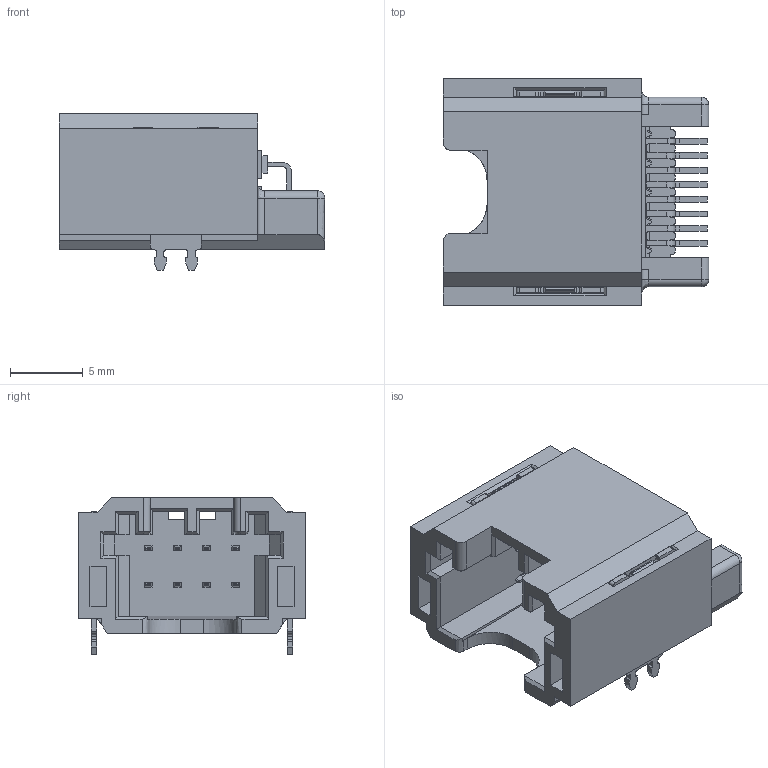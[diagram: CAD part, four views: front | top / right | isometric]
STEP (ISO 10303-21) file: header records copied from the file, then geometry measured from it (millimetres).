
FILE_DESCRIPTION( ('This file contains a STEP AP42 implementation' ,'as created by ZW3D STEP Interface translator.') ,'2;1' );
FILE_NAME( '72025-2MZ008FBSNBR1.step' ,'23 817.14 343', (''), ('ZWCAD Software Co.'), 'Version 1.0', 'ZW3D to STEP translator', '' );
FILE_SCHEMA(('CONFIG_CONTROL_DESIGN'));
Length unit declared in the file: millimetre
Products named in the file (2): 0; 72025-2MZ008FBSNBR1
Bounding box: 18.2 x 15.6 x 10.75 mm (x, y, z)
Volume: 1067.7 mm3; surface area: 2269.6 mm2
Topology: 1 solids, 1 shells, 994 faces, 3080 edges, 2020 vertices
Faces by surface type: plane 738, cylinder 171, bspline 81, cone 2, sphere 2
Entity records: 35537 total; most frequent: CARTESIAN_POINT 8197, ORIENTED_EDGE 6160, DIRECTION 5154, EDGE_CURVE 3080, VECTOR 2552, LINE 2552, VERTEX_POINT 2020, AXIS2_PLACEMENT_3D 1301
